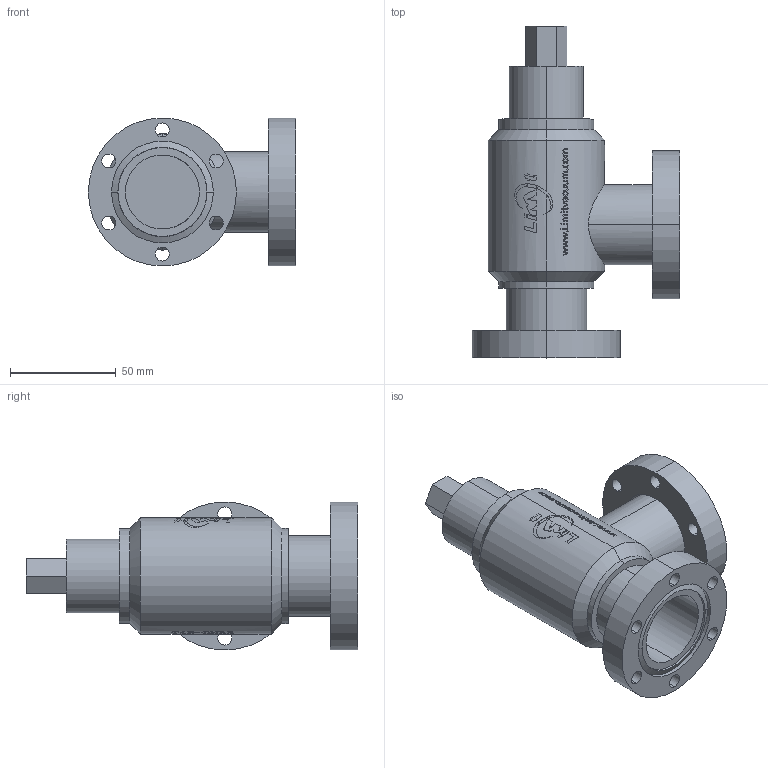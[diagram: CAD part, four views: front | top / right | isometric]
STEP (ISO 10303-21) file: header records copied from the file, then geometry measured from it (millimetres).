
FILE_DESCRIPTION (( 'STEP AP214' ), '1' );
FILE_NAME ('TiF-DN35.STEP', '2024-05-08T05:19:52', ( '' ), ( '' ), 'SwSTEP 2.0', 'SolidWorks 2020', '' );
FILE_SCHEMA (( 'AUTOMOTIVE_DESIGN' ));
Length unit declared in the file: millimetre
Products named in the file (1): TiF-DN35
Bounding box: 98 x 157 x 70 mm (x, y, z)
Volume: 268539.3 mm3; surface area: 72429.1 mm2
Topology: 3 solids, 3 shells, 667 faces, 1803 edges, 1196 vertices
Faces by surface type: bspline 312, plane 237, cylinder 106, cone 12
Entity records: 66525 total; most frequent: CARTESIAN_POINT 52335, ORIENTED_EDGE 3606, EDGE_CURVE 1803, DIRECTION 1773, VERTEX_POINT 1196, B_SPLINE_CURVE_WITH_KNOTS 1046, EDGE_LOOP 751, ADVANCED_FACE 667
